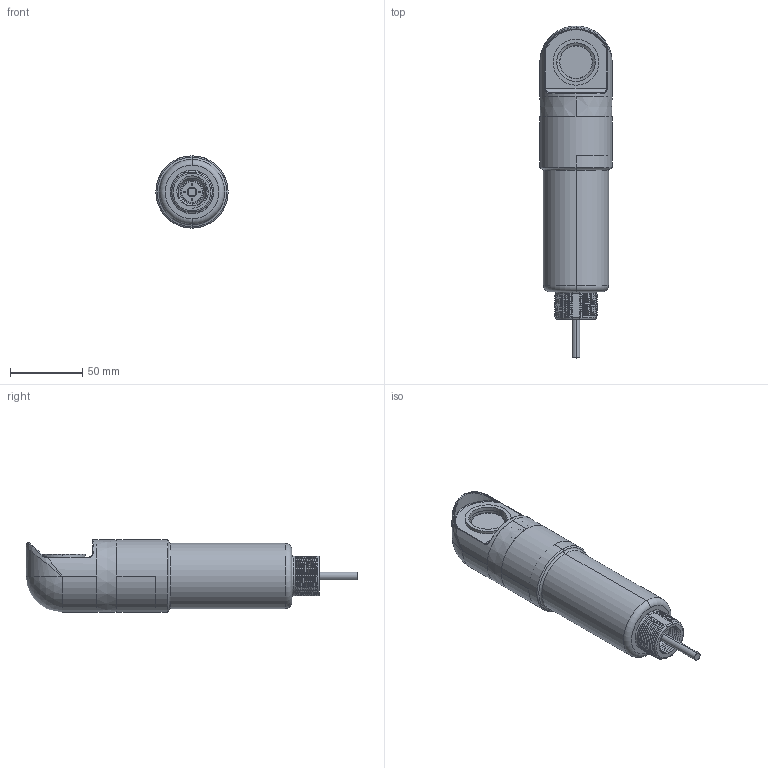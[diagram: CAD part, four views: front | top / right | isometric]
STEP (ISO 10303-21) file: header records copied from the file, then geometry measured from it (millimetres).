
FILE_DESCRIPTION((''),'2;1');
FILE_NAME('168248_SW','2012-10-16T',('banengservice'),('BANNER ENGINEERING'),'PRO/ENGINEER BY PARAMETRIC TECHNOLOGY CORPORATION, 2009141','PRO/ENGINEER BY PARAMETRIC TECHNOLOGY CORPORATION, 2009141','');
FILE_SCHEMA(('CONFIG_CONTROL_DESIGN'));
Products named in the file (1): 168248_SW
Bounding box: 50 x 229.5 x 50 mm (x, y, z)
Volume: 102441.4 mm3; surface area: 75287.9 mm2
Topology: 3 solids, 3 shells, 1113 faces, 2914 edges, 1812 vertices
Faces by surface type: bspline 347, plane 294, cylinder 234, torus 96, sphere 76, cone 66
Entity records: 87823 total; most frequent: CARTESIAN_POINT 63192, ORIENTED_EDGE 5824, DIRECTION 4198, EDGE_CURVE 2912, VERTEX_POINT 1812, AXIS2_PLACEMENT_3D 1657, EDGE_LOOP 1172, B_SPLINE_CURVE_WITH_KNOTS 1137
